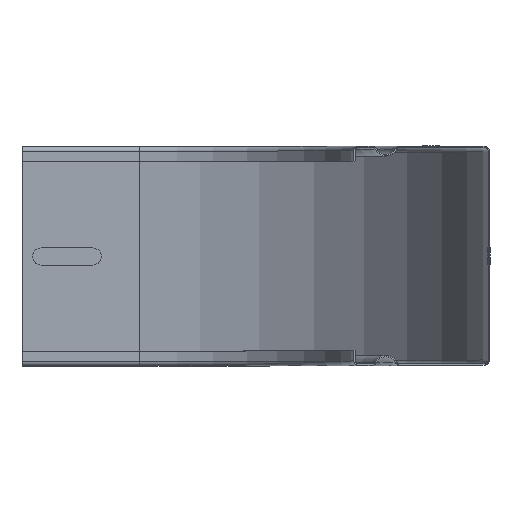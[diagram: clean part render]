
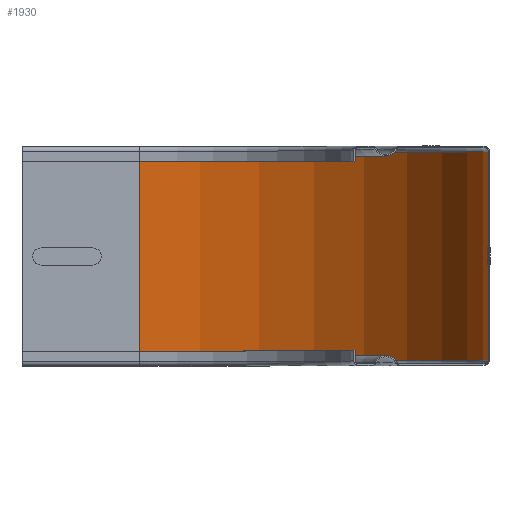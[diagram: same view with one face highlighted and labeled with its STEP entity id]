
A CAD part, top view. The second image highlights one B-rep face of the part: STEP entity #1930.
In plain terms, the highlighted cylindrical face has radius 162.8 mm (diameter 325.6 mm), a partial arc.
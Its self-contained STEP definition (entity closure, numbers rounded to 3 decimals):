
#62=CYLINDRICAL_SURFACE('',#2207,162.8);
#202=FACE_OUTER_BOUND('',#308,.T.);
#308=EDGE_LOOP('',(#1783,#1784,#1785,#1786));
#370=CIRCLE('',#2046,162.8);
#439=CIRCLE('',#2175,162.8);
#580=LINE('',#3361,#728);
#602=LINE('',#3429,#750);
#728=VECTOR('',#2717,1.);
#750=VECTOR('',#2791,1.);
#850=VERTEX_POINT('',#3105);
#851=VERTEX_POINT('',#3107);
#929=VERTEX_POINT('',#3346);
#951=VERTEX_POINT('',#3423);
#1068=EDGE_CURVE('',#850,#851,#370,.T.);
#1195=EDGE_CURVE('',#929,#850,#580,.T.);
#1229=EDGE_CURVE('',#851,#951,#602,.T.);
#1231=EDGE_CURVE('',#929,#951,#439,.T.);
#1783=ORIENTED_EDGE('',*,*,#1195,.F.);
#1784=ORIENTED_EDGE('',*,*,#1231,.T.);
#1785=ORIENTED_EDGE('',*,*,#1229,.F.);
#1786=ORIENTED_EDGE('',*,*,#1068,.F.);
#1930=ADVANCED_FACE('',(#202),#62,.F.);
#2046=AXIS2_PLACEMENT_3D('',#3108,#2444,#2445);
#2175=AXIS2_PLACEMENT_3D('',#3432,#2796,#2797);
#2207=AXIS2_PLACEMENT_3D('',#3464,#2860,#2861);
#2444=DIRECTION('center_axis',(0.,-1.,0.));
#2445=DIRECTION('ref_axis',(0.,0.,-1.));
#2717=DIRECTION('',(0.,1.,0.));
#2791=DIRECTION('',(0.,-1.,0.));
#2796=DIRECTION('center_axis',(0.,-1.,0.));
#2797=DIRECTION('ref_axis',(0.,0.,-1.));
#2860=DIRECTION('center_axis',(0.,-1.,0.));
#2861=DIRECTION('ref_axis',(0.,0.,-1.));
#3105=CARTESIAN_POINT('',(58.606,105.234,5.483));
#3107=CARTESIAN_POINT('',(221.406,105.234,168.283));
#3108=CARTESIAN_POINT('Origin',(58.606,105.234,168.283));
#3346=CARTESIAN_POINT('',(58.606,8.034,5.483));
#3361=CARTESIAN_POINT('',(58.606,82.834,5.483));
#3423=CARTESIAN_POINT('',(221.406,8.034,168.283));
#3429=CARTESIAN_POINT('',(221.406,59.834,168.283));
#3432=CARTESIAN_POINT('Origin',(58.606,8.034,168.283));
#3464=CARTESIAN_POINT('Origin',(58.606,71.034,168.283));
